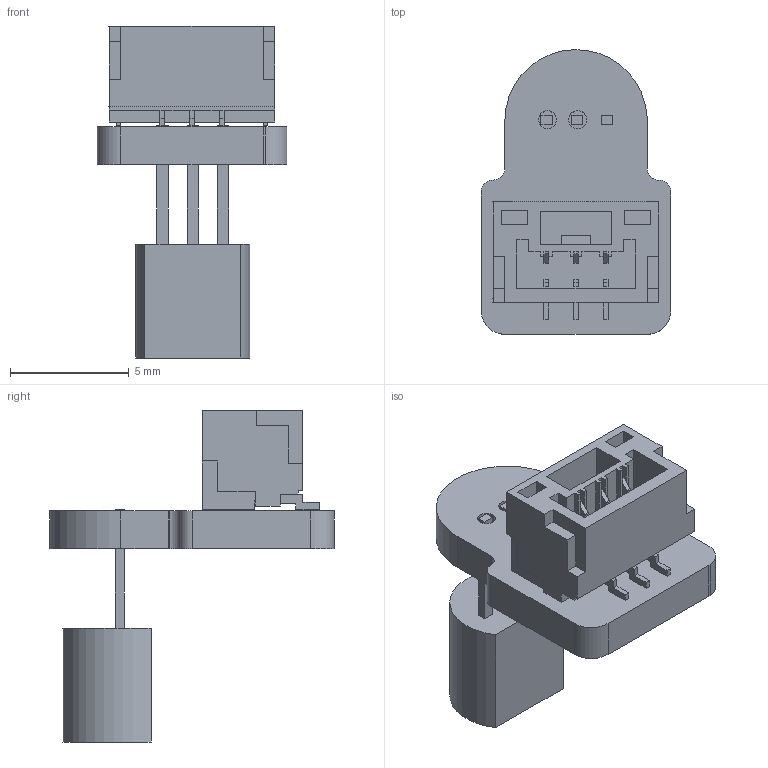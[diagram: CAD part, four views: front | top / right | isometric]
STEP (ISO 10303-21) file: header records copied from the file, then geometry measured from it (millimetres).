
FILE_DESCRIPTION(('KiCad electronic assembly'),'2;1');
FILE_NAME('SmartShelf.step','2025-02-22T14:15:46',('Pcbnew'),('Kicad'), 'Open CASCADE STEP processor 7.8','KiCad to STEP converter','Unknown' );
FILE_SCHEMA(('AUTOMOTIVE_DESIGN { 1 0 10303 214 1 1 1 1 }'));
Length unit declared in the file: millimetre
Products named in the file (6): SmartShelf 1; TO-92_Inline; TO-92_Inline_Narrow; JST_GH_BM03B-GHS-TBT_1x03-1MP_P1.25mm_Vertical; JST_BM03B_GHS_TBT; _autosave-SmartShelf_PCB
Assembly tree (5 placements, depth 3):
  SmartShelf 1
    TO-92_Inline
      TO-92_Inline_Narrow
    JST_GH_BM03B-GHS-TBT_1x03-1MP_P1.25mm_Vertical
      JST_BM03B_GHS_TBT
    _autosave-SmartShelf_PCB
Bounding box: 8 x 12 x 14 mm (x, y, z)
Volume: 279.2 mm3; surface area: 595.9 mm2
Topology: 3 solids, 3 shells, 203 faces, 555 edges, 368 vertices
Faces by surface type: plane 193, cylinder 10
Full cylindrical faces by diameter (mm): 0.75 x2
Entity records: 7691 total; most frequent: CARTESIAN_POINT 1132, ORIENTED_EDGE 1110, DIRECTION 993, EDGE_CURVE 555, LINE 535, VECTOR 535, VERTEX_POINT 368, AXIS2_PLACEMENT_3D 229
